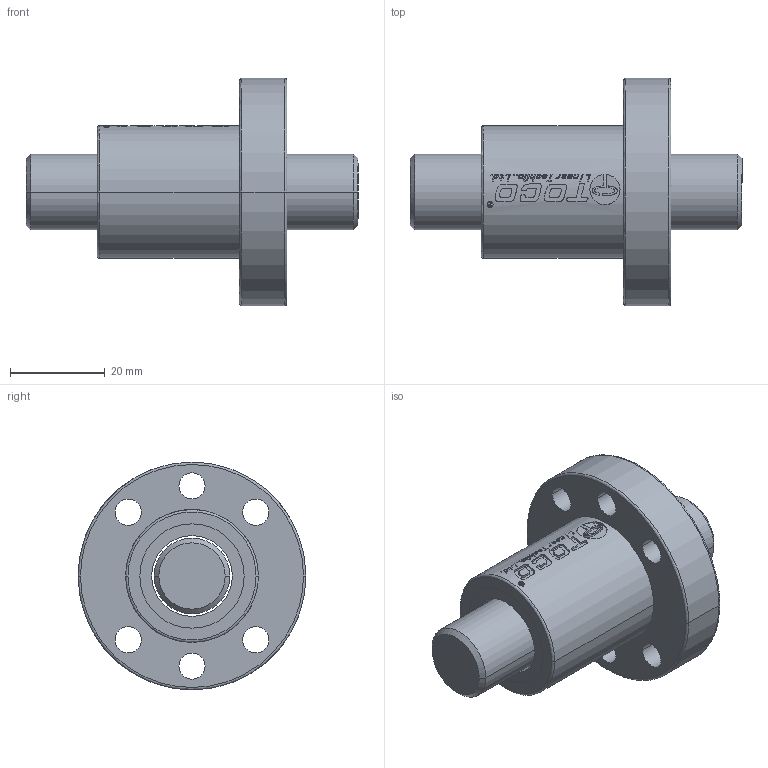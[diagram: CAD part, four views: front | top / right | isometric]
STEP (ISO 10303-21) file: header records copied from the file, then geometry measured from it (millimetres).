
FILE_DESCRIPTION (( 'STEP AP203' ), '1' );
FILE_NAME ('SFU01604.STEP', '2019-04-04T07:18:41', ( '' ), ( '' ), 'SwSTEP 2.0', 'SolidWorks 2015', '' );
FILE_SCHEMA (( 'CONFIG_CONTROL_DESIGN' ));
Length unit declared in the file: millimetre
Products named in the file (1): SFU01604
Bounding box: 70 x 48 x 48 mm (x, y, z)
Volume: 40048.9 mm3; surface area: 16035 mm2
Topology: 4 solids, 4 shells, 643 faces, 1781 edges, 1184 vertices
Faces by surface type: plane 566, cylinder 46, bspline 27, cone 4
Entity records: 22315 total; most frequent: CARTESIAN_POINT 7201, ORIENTED_EDGE 3562, DIRECTION 2605, EDGE_CURVE 1781, VERTEX_POINT 1184, LINE 1179, VECTOR 1179, AXIS2_PLACEMENT_3D 713
